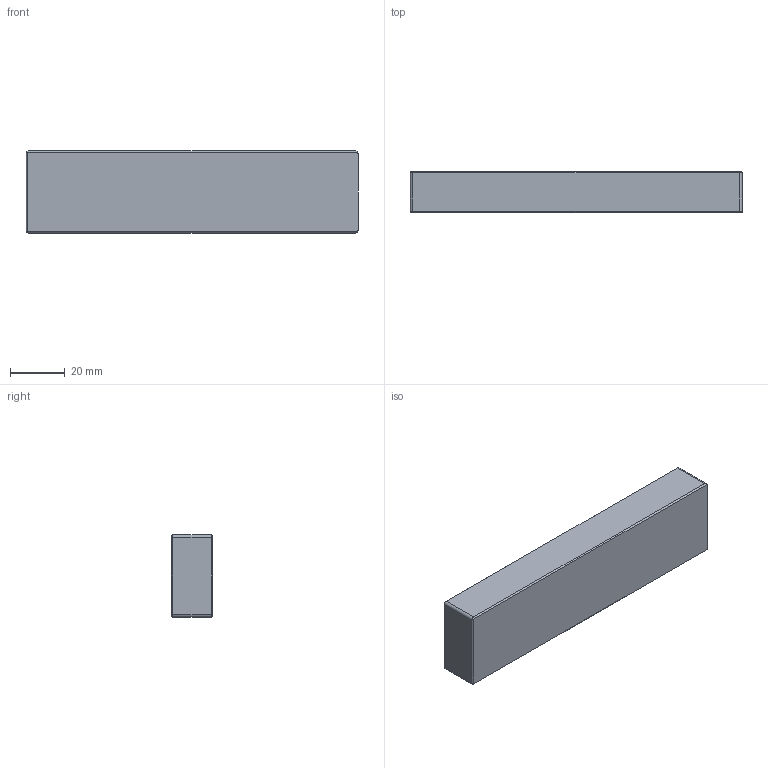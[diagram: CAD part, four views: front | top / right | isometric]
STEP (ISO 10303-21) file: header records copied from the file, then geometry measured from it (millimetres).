
FILE_DESCRIPTION (( 'STEP AP203' ), '1' );
FILE_NAME ('Supportsoudureresistancefinal.STEP', '2023-09-05T18:35:04', ( '' ), ( '' ), 'SwSTEP 2.0', 'SolidWorks 2022', '' );
FILE_SCHEMA (( 'CONFIG_CONTROL_DESIGN' ));
Length unit declared in the file: millimetre
Products named in the file (1): Supportsoudureresistancefinal
Bounding box: 121 x 15 x 30 mm (x, y, z)
Volume: 53570.4 mm3; surface area: 12278 mm2
Topology: 1 solids, 1 shells, 76 faces, 187 edges, 114 vertices
Faces by surface type: plane 48, cylinder 16, cone 12
Entity records: 2274 total; most frequent: CARTESIAN_POINT 432, ORIENTED_EDGE 374, DIRECTION 361, EDGE_CURVE 187, VECTOR 131, LINE 131, AXIS2_PLACEMENT_3D 115, VERTEX_POINT 114
